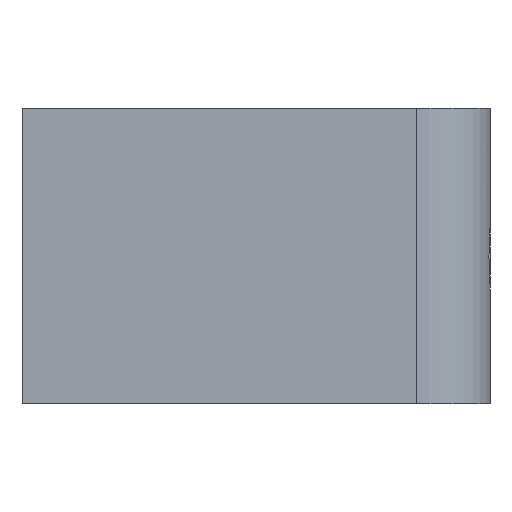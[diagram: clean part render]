
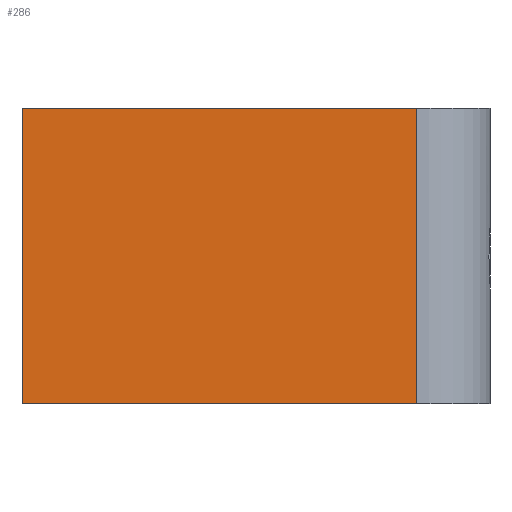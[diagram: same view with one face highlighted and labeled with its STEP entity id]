
A CAD part, left-side view. The second image highlights one B-rep face of the part: STEP entity #286.
In plain terms, the highlighted planar face has unit normal (-1, 0, 0).
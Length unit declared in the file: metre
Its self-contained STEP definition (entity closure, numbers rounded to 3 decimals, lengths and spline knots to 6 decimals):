
#28=PLANE('',#323);
#110=ORIENTED_EDGE('',*,*,#149,.F.);
#111=ORIENTED_EDGE('',*,*,#121,.F.);
#112=ORIENTED_EDGE('',*,*,#148,.T.);
#113=ORIENTED_EDGE('',*,*,#154,.T.);
#121=EDGE_CURVE('',#159,#160,#183,.T.);
#148=EDGE_CURVE('',#159,#177,#201,.T.);
#149=EDGE_CURVE('',#160,#178,#202,.T.);
#154=EDGE_CURVE('',#177,#178,#206,.T.);
#159=VERTEX_POINT('',#415);
#160=VERTEX_POINT('',#417);
#177=VERTEX_POINT('',#471);
#178=VERTEX_POINT('',#475);
#183=LINE('',#416,#209);
#201=LINE('',#472,#227);
#202=LINE('',#474,#228);
#206=LINE('',#485,#232);
#209=VECTOR('',#333,1.);
#227=VECTOR('',#381,1.);
#228=VECTOR('',#384,1.);
#232=VECTOR('',#396,1.);
#248=EDGE_LOOP('',(#110,#111,#112,#113));
#266=FACE_BOUND('',#248,.T.);
#286=ADVANCED_FACE('',(#266),#28,.T.);
#323=AXIS2_PLACEMENT_3D('',#486,#397,#398);
#333=DIRECTION('',(0.,0.,-1.));
#381=DIRECTION('',(0.,1.,0.));
#384=DIRECTION('',(0.,1.,0.));
#396=DIRECTION('',(0.,0.,-1.));
#397=DIRECTION('',(-1.,0.,0.));
#398=DIRECTION('',(0.,-1.,0.));
#415=CARTESIAN_POINT('',(-0.009,0.0015,0.006));
#416=CARTESIAN_POINT('',(-0.009,0.0015,0.006));
#417=CARTESIAN_POINT('',(-0.009,0.0015,0.));
#471=CARTESIAN_POINT('',(-0.009,0.0095,0.006));
#472=CARTESIAN_POINT('',(-0.009,0.008,0.006));
#474=CARTESIAN_POINT('',(-0.009,0.008,0.));
#475=CARTESIAN_POINT('',(-0.009,0.0095,0.));
#485=CARTESIAN_POINT('',(-0.009,0.0095,0.006));
#486=CARTESIAN_POINT('',(-0.009,0.008,0.006));
